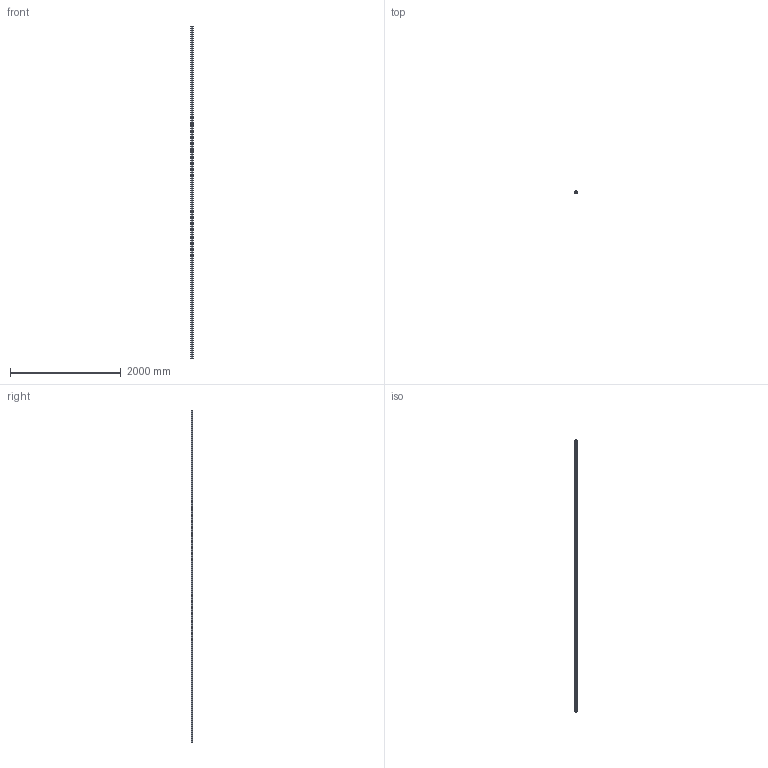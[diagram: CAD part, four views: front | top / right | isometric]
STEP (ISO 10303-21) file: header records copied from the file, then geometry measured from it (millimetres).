
FILE_DESCRIPTION(/* description */ (''),/* implementation_level */ '2;1');
FILE_NAME(/* name */ '601.123.stp',/* time_stamp */ '2021-12-14T10:38:00+01:00',/* author */ ('lucade'),/* organization */ (''),/* preprocessor_version */ 'ST-DEVELOPER v18.1',/* originating_system */ 'Autodesk Inventor 2021',/* authorisation */ '');
FILE_SCHEMA (('AUTOMOTIVE_DESIGN { 1 0 10303 214 3 1 1 }'));
Length unit declared in the file: millimetre
Products named in the file (1): 20110400
Bounding box: 47.2 x 31.5 x 6000 mm (x, y, z)
Volume: 4304843.4 mm3; surface area: 1480356.9 mm2
Topology: 1 solids, 1 shells, 770 faces, 2484 edges, 1656 vertices
Faces by surface type: cylinder 446, plane 144, torus 120, cone 60
Full cylindrical faces by diameter (mm): 10.25 x120
Entity records: 32959 total; most frequent: CARTESIAN_POINT 11871, ORIENTED_EDGE 4968, DIRECTION 3958, EDGE_CURVE 2484, AXIS2_PLACEMENT_3D 1663, VERTEX_POINT 1656, EDGE_LOOP 952, FACE_OUTER_BOUND 770
